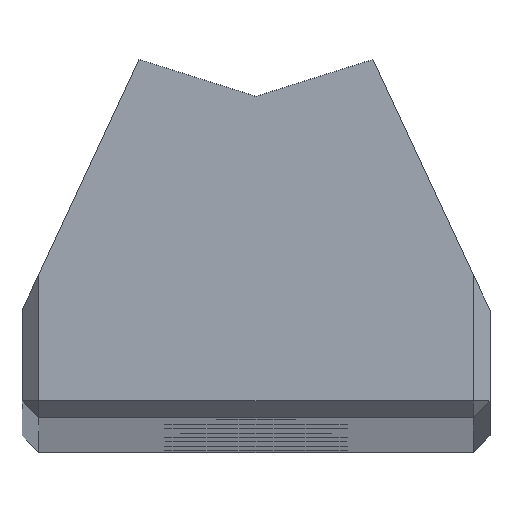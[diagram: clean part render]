
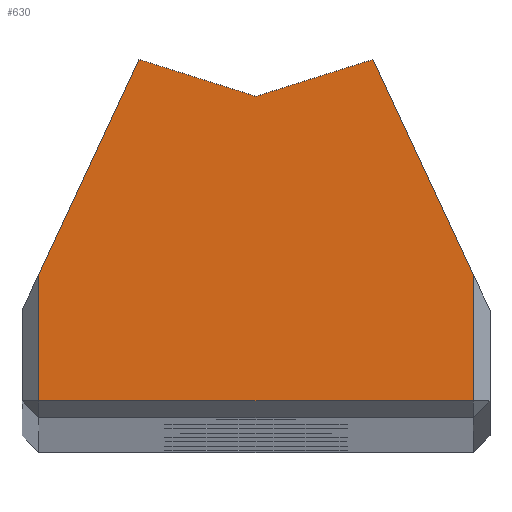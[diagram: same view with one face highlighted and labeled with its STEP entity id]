
A CAD part, top view. The second image highlights one B-rep face of the part: STEP entity #630.
In plain terms, the highlighted planar face has unit normal (0, 0, 1).
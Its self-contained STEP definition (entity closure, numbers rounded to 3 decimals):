
#36=PLANE('',#711);
#65=FACE_OUTER_BOUND('',#94,.T.);
#94=EDGE_LOOP('',(#527,#528,#529,#530,#531,#532,#533));
#143=LINE('',#989,#204);
#167=LINE('',#1032,#228);
#171=LINE('',#1040,#232);
#177=LINE('',#1050,#238);
#186=LINE('',#1067,#247);
#187=LINE('',#1069,#248);
#188=LINE('',#1070,#249);
#204=VECTOR('',#812,10.);
#228=VECTOR('',#846,10.);
#232=VECTOR('',#854,10.);
#238=VECTOR('',#864,10.);
#247=VECTOR('',#881,10.);
#248=VECTOR('',#882,10.);
#249=VECTOR('',#883,10.);
#296=VERTEX_POINT('',#986);
#297=VERTEX_POINT('',#988);
#308=VERTEX_POINT('',#1020);
#310=VERTEX_POINT('',#1025);
#313=VERTEX_POINT('',#1038);
#314=VERTEX_POINT('',#1046);
#320=VERTEX_POINT('',#1068);
#363=EDGE_CURVE('',#296,#297,#143,.T.);
#387=EDGE_CURVE('',#310,#308,#167,.T.);
#391=EDGE_CURVE('',#313,#310,#171,.T.);
#397=EDGE_CURVE('',#308,#314,#177,.T.);
#406=EDGE_CURVE('',#297,#313,#186,.T.);
#407=EDGE_CURVE('',#320,#296,#187,.T.);
#408=EDGE_CURVE('',#314,#320,#188,.T.);
#527=ORIENTED_EDGE('',*,*,#397,.F.);
#528=ORIENTED_EDGE('',*,*,#387,.F.);
#529=ORIENTED_EDGE('',*,*,#391,.F.);
#530=ORIENTED_EDGE('',*,*,#406,.F.);
#531=ORIENTED_EDGE('',*,*,#363,.F.);
#532=ORIENTED_EDGE('',*,*,#407,.F.);
#533=ORIENTED_EDGE('',*,*,#408,.F.);
#630=ADVANCED_FACE('',(#65),#36,.T.);
#711=AXIS2_PLACEMENT_3D('',#1066,#879,#880);
#812=DIRECTION('',(0.954,0.301,0.));
#846=DIRECTION('',(-1.,0.,0.));
#854=DIRECTION('',(0.,-1.,0.));
#864=DIRECTION('',(0.,1.,0.));
#879=DIRECTION('center_axis',(0.,0.,1.));
#880=DIRECTION('ref_axis',(1.,0.,0.));
#881=DIRECTION('',(0.423,-0.906,0.));
#882=DIRECTION('',(0.954,-0.301,0.));
#883=DIRECTION('',(0.423,0.906,0.));
#986=CARTESIAN_POINT('',(0.,-3.388,599.5));
#988=CARTESIAN_POINT('',(3.5,-2.285,599.5));
#989=CARTESIAN_POINT('',(3.5,-2.285,599.5));
#1020=CARTESIAN_POINT('',(-6.5,-12.5,599.5));
#1025=CARTESIAN_POINT('',(6.5,-12.5,599.5));
#1032=CARTESIAN_POINT('',(3.5,-12.5,599.5));
#1038=CARTESIAN_POINT('',(6.5,-8.718,599.5));
#1040=CARTESIAN_POINT('',(6.5,-9.137,599.5));
#1046=CARTESIAN_POINT('',(-6.5,-8.718,599.5));
#1050=CARTESIAN_POINT('',(-6.5,-10.741,599.5));
#1066=CARTESIAN_POINT('Origin',(0.,-8.483,
599.5));
#1067=CARTESIAN_POINT('',(7.,-9.79,599.5));
#1068=CARTESIAN_POINT('',(-3.5,-2.285,599.5));
#1069=CARTESIAN_POINT('',(0.,-3.388,599.5));
#1070=CARTESIAN_POINT('',(-3.5,-2.285,599.5));
